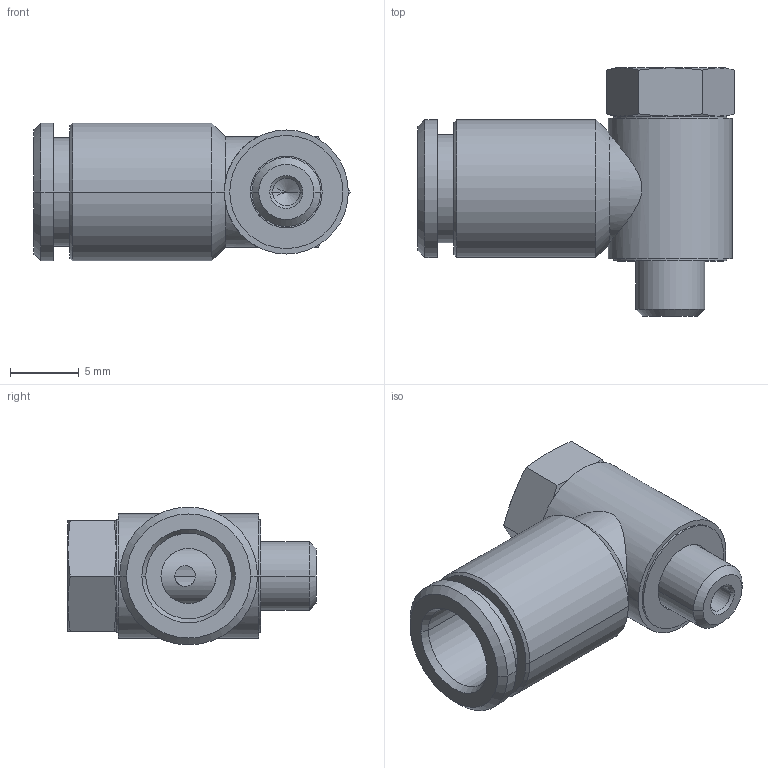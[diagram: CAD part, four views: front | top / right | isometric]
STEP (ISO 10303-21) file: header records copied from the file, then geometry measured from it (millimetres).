
FILE_DESCRIPTION((''),'2;1');
FILE_NAME('370410B_952P-6-M5_ASM','2007-10-17T',('avs308'),(''),'PRO/ENGINEER BY PARAMETRIC TECHNOLOGY CORPORATION, 2007230','PRO/ENGINEER BY PARAMETRIC TECHNOLOGY CORPORATION, 2007230','');
FILE_SCHEMA(('CONFIG_CONTROL_DESIGN'));
Length unit declared in the file: millimetre
Products named in the file (3): 349210B_961P-6-M5_AF0; 204001B_163M-11-M5; 370410B_952P-6-M5_ASM
Assembly tree (2 placements, depth 2):
  370410B_952P-6-M5_ASM
    349210B_961P-6-M5_AF0
    204001B_163M-11-M5
Bounding box: 22.92 x 18 x 10 mm (x, y, z)
Volume: 1437.8 mm3; surface area: 1854.6 mm2
Topology: 2 solids, 2 shells, 79 faces, 182 edges, 109 vertices
Faces by surface type: cylinder 32, cone 30, plane 17
Entity records: 2505 total; most frequent: CARTESIAN_POINT 654, DIRECTION 382, ORIENTED_EDGE 360, EDGE_CURVE 180, AXIS2_PLACEMENT_3D 162, VERTEX_POINT 109, EDGE_LOOP 91, FACE_OUTER_BOUND 79
